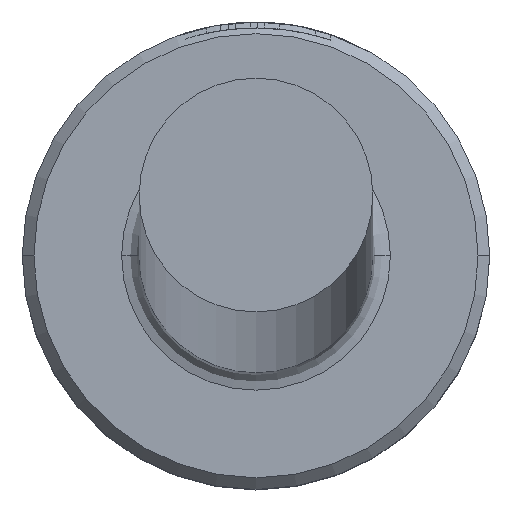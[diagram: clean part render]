
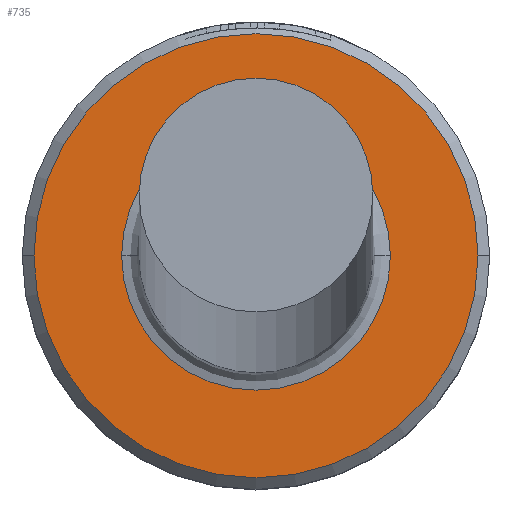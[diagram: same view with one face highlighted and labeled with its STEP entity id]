
A CAD part, top view. The second image highlights one B-rep face of the part: STEP entity #735.
In plain terms, the highlighted planar face has unit normal (0, 0, 1).
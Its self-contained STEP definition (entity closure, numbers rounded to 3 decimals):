
#37 = VERTEX_POINT ( 'NONE', #626 ) ;
#91 = DIRECTION ( 'NONE',  ( 1., 0., 0. ) ) ;
#102 = FACE_BOUND ( 'NONE', #879, .T. ) ;
#147 = CARTESIAN_POINT ( 'NONE',  ( 0., 0., 5. ) ) ;
#165 = VERTEX_POINT ( 'NONE', #837 ) ;
#181 = VERTEX_POINT ( 'NONE', #420 ) ;
#190 = AXIS2_PLACEMENT_3D ( 'NONE', #525, #1125, #608 ) ;
#239 = PLANE ( 'NONE',  #655 ) ;
#246 = ORIENTED_EDGE ( 'NONE', *, *, #392, .T. ) ;
#249 = AXIS2_PLACEMENT_3D ( 'NONE', #511, #1110, #594 ) ;
#280 = EDGE_LOOP ( 'NONE', ( #246, #444 ) ) ;
#304 = AXIS2_PLACEMENT_3D ( 'NONE', #1141, #627, #91 ) ;
#327 = CIRCLE ( 'NONE', #888, 3.8 ) ;
#339 = DIRECTION ( 'NONE',  ( 1., 0., 0. ) ) ;
#369 = CARTESIAN_POINT ( 'NONE',  ( 0., 0., 5. ) ) ;
#392 = EDGE_CURVE ( 'NONE', #181, #37, #601, .T. ) ;
#420 = CARTESIAN_POINT ( 'NONE',  ( -3.8, 0., 5. ) ) ;
#444 = ORIENTED_EDGE ( 'NONE', *, *, #804, .T. ) ;
#457 = DIRECTION ( 'NONE',  ( 1., 0., 0. ) ) ;
#511 = CARTESIAN_POINT ( 'NONE',  ( 0., 0., 5. ) ) ;
#525 = CARTESIAN_POINT ( 'NONE',  ( 0., 0., 5. ) ) ;
#556 = ORIENTED_EDGE ( 'NONE', *, *, #944, .T. ) ;
#572 = VERTEX_POINT ( 'NONE', #826 ) ;
#594 = DIRECTION ( 'NONE',  ( -1., 0., 0. ) ) ;
#601 = CIRCLE ( 'NONE', #304, 3.8 ) ;
#608 = DIRECTION ( 'NONE',  ( -1., 0., 0. ) ) ;
#626 = CARTESIAN_POINT ( 'NONE',  ( 3.8, 0., 5. ) ) ;
#627 = DIRECTION ( 'NONE',  ( 0., 0., 1. ) ) ;
#655 = AXIS2_PLACEMENT_3D ( 'NONE', #147, #847, #339 ) ;
#698 = EDGE_CURVE ( 'NONE', #572, #165, #834, .T. ) ;
#735 = ADVANCED_FACE ( 'NONE', ( #1050, #102 ), #239, .T. ) ;
#804 = EDGE_CURVE ( 'NONE', #37, #181, #327, .T. ) ;
#826 = CARTESIAN_POINT ( 'NONE',  ( 2.3, 0., 5. ) ) ;
#834 = CIRCLE ( 'NONE', #249, 2.3 ) ;
#837 = CARTESIAN_POINT ( 'NONE',  ( -2.3, 0., 5. ) ) ;
#846 = ORIENTED_EDGE ( 'NONE', *, *, #698, .T. ) ;
#847 = DIRECTION ( 'NONE',  ( 0., 0., 1. ) ) ;
#879 = EDGE_LOOP ( 'NONE', ( #556, #846 ) ) ;
#888 = AXIS2_PLACEMENT_3D ( 'NONE', #369, #968, #457 ) ;
#944 = EDGE_CURVE ( 'NONE', #165, #572, #1032, .T. ) ;
#968 = DIRECTION ( 'NONE',  ( 0., 0., 1. ) ) ;
#1032 = CIRCLE ( 'NONE', #190, 2.3 ) ;
#1050 = FACE_OUTER_BOUND ( 'NONE', #280, .T. ) ;
#1110 = DIRECTION ( 'NONE',  ( 0., 0., -1. ) ) ;
#1125 = DIRECTION ( 'NONE',  ( 0., 0., -1. ) ) ;
#1141 = CARTESIAN_POINT ( 'NONE',  ( 0., 0., 5. ) ) ;
